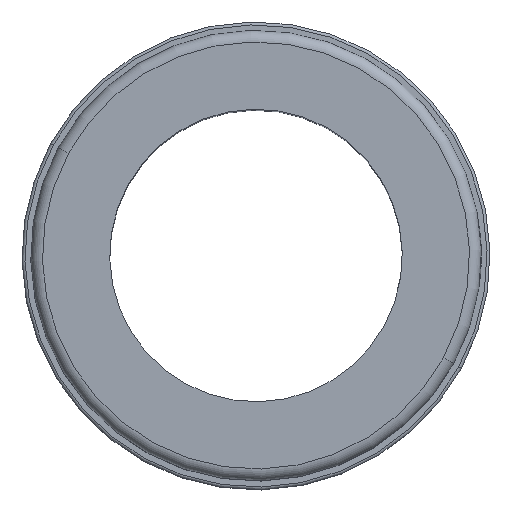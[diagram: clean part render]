
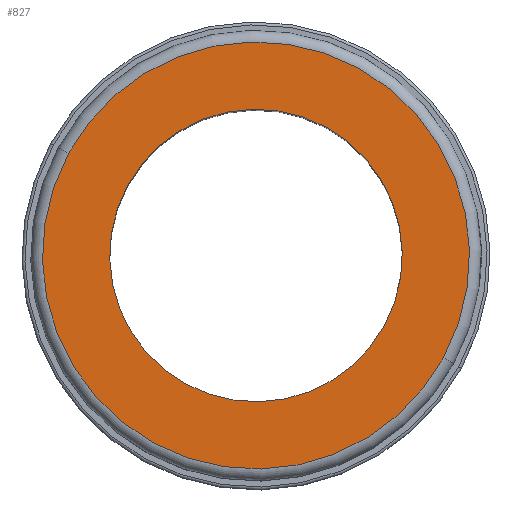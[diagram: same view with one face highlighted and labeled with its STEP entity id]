
A CAD part, top view. The second image highlights one B-rep face of the part: STEP entity #827.
In plain terms, the highlighted planar face has unit normal (0, 0, 1).
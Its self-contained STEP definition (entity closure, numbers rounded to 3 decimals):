
#193=CARTESIAN_POINT('Axis2P3D Location',(0.,0.,50.)) ;
#197=CARTESIAN_POINT('Vertex',(-21.94,11.986,50.)) ;
#199=CARTESIAN_POINT('Vertex',(21.94,-11.986,50.)) ;
#232=CARTESIAN_POINT('Axis2P3D Location',(0.,0.,50.)) ;
#770=CARTESIAN_POINT('Vertex',(32.032,-17.499,50.)) ;
#773=CARTESIAN_POINT('Axis2P3D Location',(0.,0.,50.)) ;
#777=CARTESIAN_POINT('Vertex',(-32.032,17.499,50.)) ;
#797=CARTESIAN_POINT('Axis2P3D Location',(0.,0.,50.)) ;
#814=CARTESIAN_POINT('Axis2P3D Location',(-25.,0.,50.)) ;
#194=DIRECTION('Axis2P3D Direction',(0.,0.,-1.)) ;
#233=DIRECTION('Axis2P3D Direction',(0.,0.,-1.)) ;
#774=DIRECTION('Axis2P3D Direction',(0.,0.,-1.)) ;
#798=DIRECTION('Axis2P3D Direction',(-0.,0.,-1.)) ;
#815=DIRECTION('Axis2P3D Direction',(0.,0.,-1.)) ;
#816=DIRECTION('Axis2P3D XDirection',(1.,0.,0.)) ;
#195=AXIS2_PLACEMENT_3D('Circle Axis2P3D',#193,#194,$) ;
#234=AXIS2_PLACEMENT_3D('Circle Axis2P3D',#232,#233,$) ;
#775=AXIS2_PLACEMENT_3D('Circle Axis2P3D',#773,#774,$) ;
#799=AXIS2_PLACEMENT_3D('Circle Axis2P3D',#797,#798,$) ;
#817=AXIS2_PLACEMENT_3D('Plane Axis2P3D',#814,#815,#816) ;
#820=ORIENTED_EDGE('',*,*,#801,.F.) ;
#821=ORIENTED_EDGE('',*,*,#779,.F.) ;
#824=ORIENTED_EDGE('',*,*,#236,.T.) ;
#825=ORIENTED_EDGE('',*,*,#201,.T.) ;
#826=FACE_BOUND('',#823,.T.) ;
#827=ADVANCED_FACE('PartBody',(#822,#826),#818,.F.) ;
#196=CIRCLE('generated circle',#195,25.) ;
#235=CIRCLE('generated circle',#234,25.) ;
#776=CIRCLE('generated circle',#775,36.5) ;
#800=CIRCLE('generated circle',#799,36.5) ;
#201=EDGE_CURVE('',#198,#200,#196,.T.) ;
#236=EDGE_CURVE('',#200,#198,#235,.T.) ;
#779=EDGE_CURVE('',#771,#778,#776,.T.) ;
#801=EDGE_CURVE('',#778,#771,#800,.T.) ;
#819=EDGE_LOOP('',(#820,#821)) ;
#823=EDGE_LOOP('',(#824,#825)) ;
#822=FACE_OUTER_BOUND('',#819,.T.) ;
#818=PLANE('Plane',#817) ;
#198=VERTEX_POINT('',#197) ;
#200=VERTEX_POINT('',#199) ;
#771=VERTEX_POINT('',#770) ;
#778=VERTEX_POINT('',#777) ;
